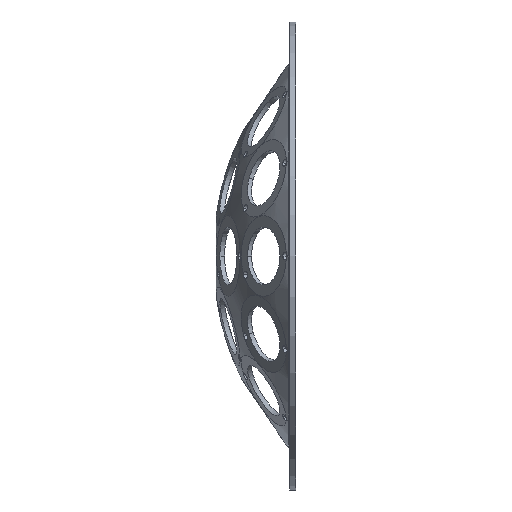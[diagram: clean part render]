
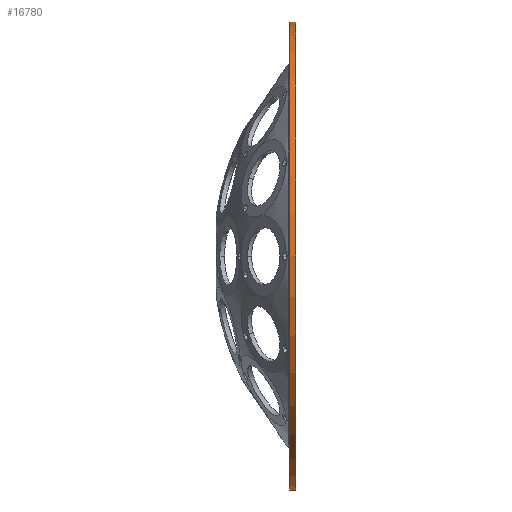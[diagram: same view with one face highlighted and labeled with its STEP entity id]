
A CAD part, left-side view. The second image highlights one B-rep face of the part: STEP entity #16780.
In plain terms, the highlighted cylindrical face has radius 223 mm (diameter 446 mm), a partial arc.
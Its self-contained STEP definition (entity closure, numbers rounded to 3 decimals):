
#946 = AXIS2_PLACEMENT_3D ( 'NONE', #3117, #2060, #7656 ) ;
#1730 = DIRECTION ( 'NONE',  ( 0., 1., 0. ) ) ;
#1828 = ORIENTED_EDGE ( 'NONE', *, *, #11340, .F. ) ;
#2018 = CARTESIAN_POINT ( 'NONE',  ( 0., 189., 0. ) ) ;
#2055 = DIRECTION ( 'NONE',  ( 0., 0., 1. ) ) ;
#2060 = DIRECTION ( 'NONE',  ( 0., 1., 0. ) ) ;
#2202 = DIRECTION ( 'NONE',  ( 0., 0., 1. ) ) ;
#2354 = ORIENTED_EDGE ( 'NONE', *, *, #12124, .F. ) ;
#2741 = VERTEX_POINT ( 'NONE', #13408 ) ;
#2957 = EDGE_CURVE ( 'NONE', #10706, #14953, #5575, .T. ) ;
#3117 = CARTESIAN_POINT ( 'NONE',  ( 0., 195., 0. ) ) ;
#3550 = DIRECTION ( 'NONE',  ( 0., 1., 0. ) ) ;
#4571 = ORIENTED_EDGE ( 'NONE', *, *, #12857, .T. ) ;
#5172 = DIRECTION ( 'NONE',  ( 0., 1., 0. ) ) ;
#5575 = LINE ( 'NONE', #11453, #16095 ) ;
#6792 = CIRCLE ( 'NONE', #946, 223. ) ;
#7438 = CIRCLE ( 'NONE', #18200, 223. ) ;
#7487 = DIRECTION ( 'NONE',  ( 0., 1., 0. ) ) ;
#7655 = EDGE_LOOP ( 'NONE', ( #2354, #4571, #8645, #1828 ) ) ;
#7656 = DIRECTION ( 'NONE',  ( 0., 0., 1. ) ) ;
#8645 = ORIENTED_EDGE ( 'NONE', *, *, #2957, .T. ) ;
#9241 = CARTESIAN_POINT ( 'NONE',  ( 0., 195., 223. ) ) ;
#9472 = CARTESIAN_POINT ( 'NONE',  ( 0., 284.983, 0. ) ) ;
#9879 = VECTOR ( 'NONE', #5172, 1000. ) ;
#10461 = FACE_OUTER_BOUND ( 'NONE', #7655, .T. ) ;
#10706 = VERTEX_POINT ( 'NONE', #15492 ) ;
#11340 = EDGE_CURVE ( 'NONE', #14760, #14953, #6792, .T. ) ;
#11453 = CARTESIAN_POINT ( 'NONE',  ( 0., 284.983, 223. ) ) ;
#12124 = EDGE_CURVE ( 'NONE', #2741, #14760, #17020, .T. ) ;
#12857 = EDGE_CURVE ( 'NONE', #2741, #10706, #7438, .T. ) ;
#13367 = AXIS2_PLACEMENT_3D ( 'NONE', #9472, #7487, #2055 ) ;
#13408 = CARTESIAN_POINT ( 'NONE',  ( 0., 189., -223. ) ) ;
#14745 = CARTESIAN_POINT ( 'NONE',  ( 0., 195., -223. ) ) ;
#14760 = VERTEX_POINT ( 'NONE', #14745 ) ;
#14953 = VERTEX_POINT ( 'NONE', #9241 ) ;
#15492 = CARTESIAN_POINT ( 'NONE',  ( 0., 189., 223. ) ) ;
#16095 = VECTOR ( 'NONE', #1730, 1000. ) ;
#16334 = CYLINDRICAL_SURFACE ( 'NONE', #13367, 223. ) ;
#16780 = ADVANCED_FACE ( 'NONE', ( #10461 ), #16334, .T. ) ;
#17020 = LINE ( 'NONE', #17117, #9879 ) ;
#17117 = CARTESIAN_POINT ( 'NONE',  ( 0., 284.983, -223. ) ) ;
#18200 = AXIS2_PLACEMENT_3D ( 'NONE', #2018, #3550, #2202 ) ;
